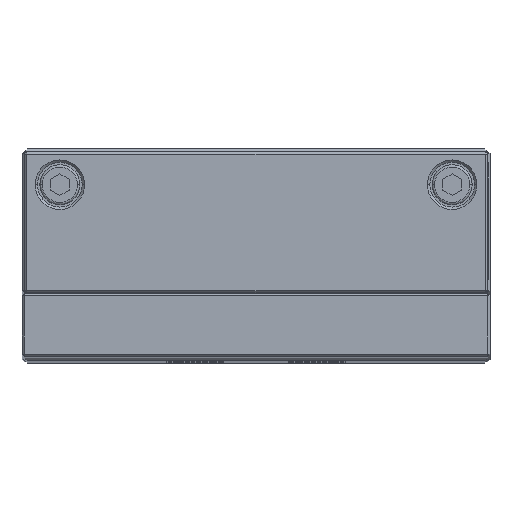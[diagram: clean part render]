
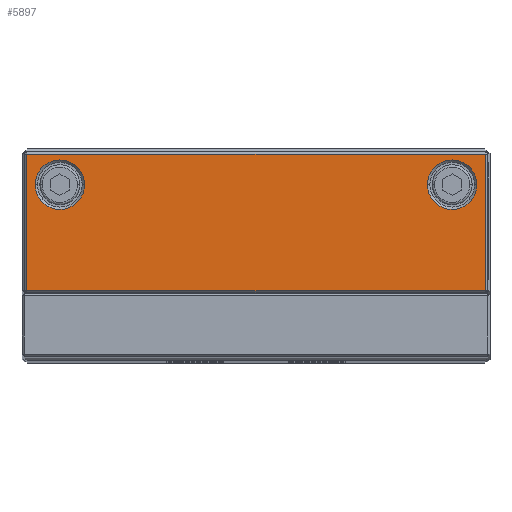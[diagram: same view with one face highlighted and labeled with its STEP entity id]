
A CAD part, top view. The second image highlights one B-rep face of the part: STEP entity #5897.
In plain terms, the highlighted planar face has unit normal (0, 0, 1).
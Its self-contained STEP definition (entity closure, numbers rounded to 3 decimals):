
#4561=FACE_BOUND('',#8566,.T.);
#4562=FACE_BOUND('',#8567,.T.);
#4563=FACE_BOUND('',#8568,.T.);
#4822=PLANE('',#27607);
#5897=ADVANCED_FACE('',(#4561,#4562,#4563),#4822,.T.);
#8566=EDGE_LOOP('',(#14959,#14960,#14961,#14962));
#8567=EDGE_LOOP('',(#14963,#14964));
#8568=EDGE_LOOP('',(#14965,#14966));
#10077=LINE('',#35284,#12468);
#10078=LINE('',#35287,#12469);
#10079=LINE('',#35289,#12470);
#10080=LINE('',#35291,#12471);
#12468=VECTOR('',#29448,1.);
#12469=VECTOR('',#29449,1.);
#12470=VECTOR('',#29450,1.);
#12471=VECTOR('',#29451,1.);
#14959=ORIENTED_EDGE('',*,*,#23705,.T.);
#14960=ORIENTED_EDGE('',*,*,#23706,.T.);
#14961=ORIENTED_EDGE('',*,*,#23707,.T.);
#14962=ORIENTED_EDGE('',*,*,#23708,.T.);
#14963=ORIENTED_EDGE('',*,*,#23631,.T.);
#14964=ORIENTED_EDGE('',*,*,#23704,.T.);
#14965=ORIENTED_EDGE('',*,*,#23635,.T.);
#14966=ORIENTED_EDGE('',*,*,#23703,.T.);
#21479=VERTEX_POINT('',#35130);
#21480=VERTEX_POINT('',#35132);
#21483=VERTEX_POINT('',#35139);
#21484=VERTEX_POINT('',#35141);
#21525=VERTEX_POINT('',#35285);
#21526=VERTEX_POINT('',#35286);
#21527=VERTEX_POINT('',#35288);
#21528=VERTEX_POINT('',#35290);
#23631=EDGE_CURVE('',#21480,#21479,#26963,.T.);
#23635=EDGE_CURVE('',#21484,#21483,#26965,.T.);
#23703=EDGE_CURVE('',#21483,#21484,#26988,.T.);
#23704=EDGE_CURVE('',#21479,#21480,#26989,.T.);
#23705=EDGE_CURVE('',#21525,#21526,#10077,.T.);
#23706=EDGE_CURVE('',#21526,#21527,#10078,.T.);
#23707=EDGE_CURVE('',#21527,#21528,#10079,.T.);
#23708=EDGE_CURVE('',#21528,#21525,#10080,.T.);
#26963=CIRCLE('',#27546,5.25);
#26965=CIRCLE('',#27549,5.25);
#26988=CIRCLE('',#27603,5.25);
#26989=CIRCLE('',#27605,5.25);
#27546=AXIS2_PLACEMENT_3D('',#35131,#29279,#29280);
#27549=AXIS2_PLACEMENT_3D('',#35140,#29287,#29288);
#27603=AXIS2_PLACEMENT_3D('',#35280,#29440,#29441);
#27605=AXIS2_PLACEMENT_3D('',#35282,#29444,#29445);
#27607=AXIS2_PLACEMENT_3D('',#35292,#29452,#29453);
#29279=DIRECTION('',(0.,0.,-1.));
#29280=DIRECTION('',(1.,0.,0.));
#29287=DIRECTION('',(0.,0.,-1.));
#29288=DIRECTION('',(1.,0.,0.));
#29440=DIRECTION('',(0.,0.,-1.));
#29441=DIRECTION('',(1.,0.,0.));
#29444=DIRECTION('',(0.,0.,-1.));
#29445=DIRECTION('',(1.,0.,0.));
#29448=DIRECTION('',(0.,-1.,0.));
#29449=DIRECTION('',(1.,0.,0.));
#29450=DIRECTION('',(0.,1.,0.));
#29451=DIRECTION('',(-1.,0.,0.));
#29452=DIRECTION('',(0.,0.,1.));
#29453=DIRECTION('',(1.,0.,0.));
#35130=CARTESIAN_POINT('',(36.45,37.25,236.5));
#35131=CARTESIAN_POINT('',(41.7,37.25,236.5));
#35132=CARTESIAN_POINT('',(46.95,37.25,236.5));
#35139=CARTESIAN_POINT('',(-46.95,37.25,236.5));
#35140=CARTESIAN_POINT('',(-41.7,37.25,236.5));
#35141=CARTESIAN_POINT('',(-36.45,37.25,236.5));
#35280=CARTESIAN_POINT('',(-41.7,37.25,236.5));
#35282=CARTESIAN_POINT('',(41.7,37.25,236.5));
#35284=CARTESIAN_POINT('',(-48.7,14.25,236.5));
#35285=CARTESIAN_POINT('',(-48.7,43.75,236.5));
#35286=CARTESIAN_POINT('',(-48.7,14.75,236.5));
#35287=CARTESIAN_POINT('',(49.2,14.75,236.5));
#35288=CARTESIAN_POINT('',(48.7,14.75,236.5));
#35289=CARTESIAN_POINT('',(48.7,44.25,236.5));
#35290=CARTESIAN_POINT('',(48.7,43.75,236.5));
#35291=CARTESIAN_POINT('',(-49.2,43.75,236.5));
#35292=CARTESIAN_POINT('',(-49.2,14.25,236.5));
